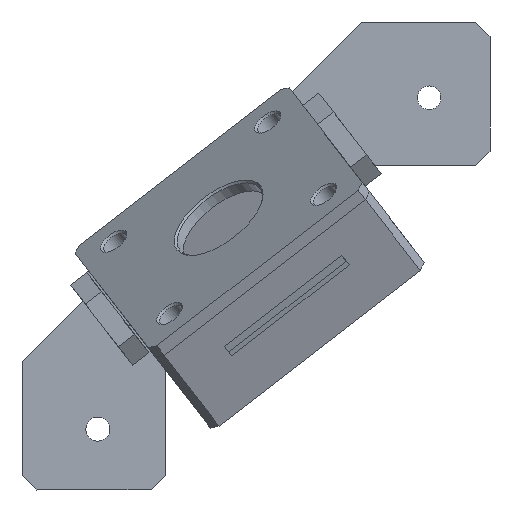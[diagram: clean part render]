
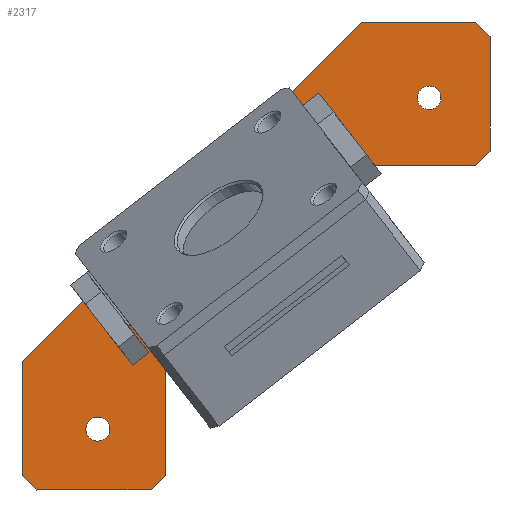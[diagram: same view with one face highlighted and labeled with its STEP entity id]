
A CAD part, front view. The second image highlights one B-rep face of the part: STEP entity #2317.
In plain terms, the highlighted planar face has unit normal (0, -1, 0).
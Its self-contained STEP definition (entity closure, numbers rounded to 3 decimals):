
#100=FACE_BOUND('',#486,.T.);
#101=FACE_BOUND('',#487,.T.);
#102=FACE_BOUND('',#488,.T.);
#187=PLANE('',#2577);
#314=FACE_OUTER_BOUND('',#485,.T.);
#485=EDGE_LOOP('',(#2147,#2148,#2149,#2150,#2151,#2152,#2153,#2154,#2155,
#2156,#2157,#2158));
#486=EDGE_LOOP('',(#2159));
#487=EDGE_LOOP('',(#2160));
#488=EDGE_LOOP('',(#2161));
#681=LINE('',#3798,#912);
#696=LINE('',#3834,#927);
#698=LINE('',#3838,#929);
#700=LINE('',#3843,#931);
#704=LINE('',#3849,#935);
#705=LINE('',#3852,#936);
#711=LINE('',#3869,#942);
#712=LINE('',#3872,#943);
#714=LINE('',#3876,#945);
#716=LINE('',#3879,#947);
#717=LINE('',#3882,#948);
#719=LINE('',#3885,#950);
#912=VECTOR('',#3152,10.);
#927=VECTOR('',#3177,10.);
#929=VECTOR('',#3181,10.);
#931=VECTOR('',#3185,10.);
#935=VECTOR('',#3191,10.);
#936=VECTOR('',#3194,10.);
#942=VECTOR('',#3214,10.);
#943=VECTOR('',#3217,10.);
#945=VECTOR('',#3221,10.);
#947=VECTOR('',#3225,10.);
#948=VECTOR('',#3228,10.);
#950=VECTOR('',#3232,10.);
#1027=CIRCLE('',#2566,1.75);
#1028=CIRCLE('',#2568,1.75);
#1029=CIRCLE('',#2570,1.775);
#1202=VERTEX_POINT('',#3796);
#1203=VERTEX_POINT('',#3797);
#1219=VERTEX_POINT('',#3833);
#1220=VERTEX_POINT('',#3837);
#1221=VERTEX_POINT('',#3841);
#1222=VERTEX_POINT('',#3842);
#1223=VERTEX_POINT('',#3847);
#1224=VERTEX_POINT('',#3851);
#1225=VERTEX_POINT('',#3855);
#1226=VERTEX_POINT('',#3859);
#1227=VERTEX_POINT('',#3863);
#1228=VERTEX_POINT('',#3867);
#1229=VERTEX_POINT('',#3871);
#1230=VERTEX_POINT('',#3875);
#1231=VERTEX_POINT('',#3881);
#1497=EDGE_CURVE('',#1202,#1203,#681,.T.);
#1515=EDGE_CURVE('',#1219,#1203,#696,.T.);
#1517=EDGE_CURVE('',#1219,#1220,#698,.T.);
#1519=EDGE_CURVE('',#1221,#1222,#700,.T.);
#1523=EDGE_CURVE('',#1221,#1223,#704,.T.);
#1524=EDGE_CURVE('',#1224,#1223,#705,.T.);
#1526=EDGE_CURVE('',#1225,#1225,#1027,.T.);
#1528=EDGE_CURVE('',#1226,#1226,#1028,.T.);
#1530=EDGE_CURVE('',#1227,#1227,#1029,.T.);
#1533=EDGE_CURVE('',#1202,#1228,#711,.T.);
#1534=EDGE_CURVE('',#1229,#1220,#712,.T.);
#1536=EDGE_CURVE('',#1230,#1229,#714,.T.);
#1538=EDGE_CURVE('',#1224,#1230,#716,.T.);
#1539=EDGE_CURVE('',#1231,#1222,#717,.T.);
#1541=EDGE_CURVE('',#1228,#1231,#719,.T.);
#2147=ORIENTED_EDGE('',*,*,#1497,.F.);
#2148=ORIENTED_EDGE('',*,*,#1533,.T.);
#2149=ORIENTED_EDGE('',*,*,#1541,.T.);
#2150=ORIENTED_EDGE('',*,*,#1539,.T.);
#2151=ORIENTED_EDGE('',*,*,#1519,.F.);
#2152=ORIENTED_EDGE('',*,*,#1523,.T.);
#2153=ORIENTED_EDGE('',*,*,#1524,.F.);
#2154=ORIENTED_EDGE('',*,*,#1538,.T.);
#2155=ORIENTED_EDGE('',*,*,#1536,.T.);
#2156=ORIENTED_EDGE('',*,*,#1534,.T.);
#2157=ORIENTED_EDGE('',*,*,#1517,.F.);
#2158=ORIENTED_EDGE('',*,*,#1515,.T.);
#2159=ORIENTED_EDGE('',*,*,#1530,.T.);
#2160=ORIENTED_EDGE('',*,*,#1528,.T.);
#2161=ORIENTED_EDGE('',*,*,#1526,.T.);
#2317=ADVANCED_FACE('',(#314,#100,#101,#102),#187,.T.);
#2566=AXIS2_PLACEMENT_3D('',#3856,#3198,#3199);
#2568=AXIS2_PLACEMENT_3D('',#3860,#3203,#3204);
#2570=AXIS2_PLACEMENT_3D('',#3864,#3208,#3209);
#2577=AXIS2_PLACEMENT_3D('',#3886,#3233,#3234);
#3152=DIRECTION('',(0.707,0.,-0.707));
#3177=DIRECTION('',(0.,0.,1.));
#3181=DIRECTION('',(-0.707,0.,-0.707));
#3185=DIRECTION('',(-0.707,0.,0.707));
#3191=DIRECTION('',(1.,0.,0.));
#3194=DIRECTION('',(-0.707,0.,-0.707));
#3198=DIRECTION('center_axis',(0.,1.,0.));
#3199=DIRECTION('ref_axis',(1.,0.,0.));
#3203=DIRECTION('center_axis',(0.,1.,0.));
#3204=DIRECTION('ref_axis',(1.,0.,0.));
#3208=DIRECTION('center_axis',(0.,1.,0.));
#3209=DIRECTION('ref_axis',(1.,0.,0.));
#3214=DIRECTION('',(-1.,0.,0.));
#3217=DIRECTION('',(1.,0.,0.));
#3221=DIRECTION('',(0.707,0.,0.707));
#3225=DIRECTION('',(0.,0.,1.));
#3228=DIRECTION('',(0.,0.,-1.));
#3232=DIRECTION('',(-0.707,0.,-0.707));
#3233=DIRECTION('center_axis',(0.,-1.,0.));
#3234=DIRECTION('ref_axis',(1.,0.,0.));
#3796=CARTESIAN_POINT('',(96.038,-13.,-149.787));
#3797=CARTESIAN_POINT('',(98.143,-13.,-151.892));
#3798=CARTESIAN_POINT('',(97.09,-13.,-150.839));
#3833=CARTESIAN_POINT('',(98.143,-13.,-168.895));
#3834=CARTESIAN_POINT('',(98.143,-13.,-220.));
#3837=CARTESIAN_POINT('',(96.038,-13.,-171.));
#3838=CARTESIAN_POINT('',(85.09,-13.,-181.948));
#3841=CARTESIAN_POINT('',(31.035,-13.,-219.));
#3842=CARTESIAN_POINT('',(28.93,-13.,-216.895));
#3843=CARTESIAN_POINT('',(29.982,-13.,-217.948));
#3847=CARTESIAN_POINT('',(48.038,-13.,-219.));
#3849=CARTESIAN_POINT('',(-160.857,-13.,-219.));
#3851=CARTESIAN_POINT('',(50.143,-13.,-216.895));
#3852=CARTESIAN_POINT('',(61.09,-13.,-205.948));
#3855=CARTESIAN_POINT('',(87.393,-13.,-161.));
#3856=CARTESIAN_POINT('Origin',(89.143,-13.,-161.));
#3859=CARTESIAN_POINT('',(57.34,-13.,-180.447));
#3860=CARTESIAN_POINT('Origin',(59.09,-13.,-180.447));
#3863=CARTESIAN_POINT('',(38.368,-13.,-210.));
#3864=CARTESIAN_POINT('Origin',(40.143,-13.,-210.));
#3867=CARTESIAN_POINT('',(79.143,-13.,-149.787));
#3869=CARTESIAN_POINT('',(79.143,-13.,-149.787));
#3871=CARTESIAN_POINT('',(79.143,-13.,-171.));
#3872=CARTESIAN_POINT('',(79.143,-13.,-171.));
#3875=CARTESIAN_POINT('',(50.143,-13.,-200.));
#3876=CARTESIAN_POINT('',(99.143,-13.,-151.));
#3879=CARTESIAN_POINT('',(50.143,-13.,-200.));
#3881=CARTESIAN_POINT('',(28.93,-13.,-200.));
#3882=CARTESIAN_POINT('',(28.93,-13.,-200.));
#3885=CARTESIAN_POINT('',(98.143,-13.,-130.787));
#3886=CARTESIAN_POINT('Origin',(63.536,-13.,-184.393));
